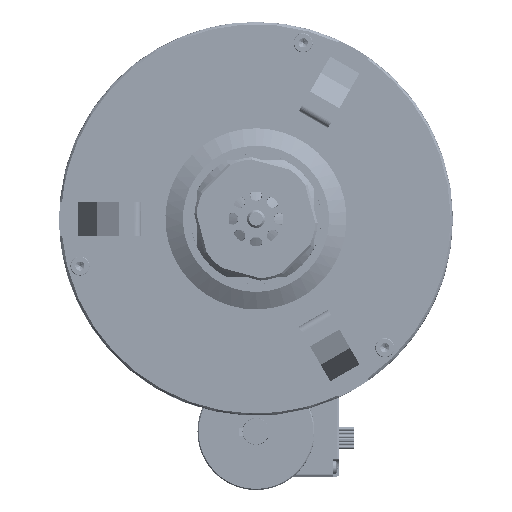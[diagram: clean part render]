
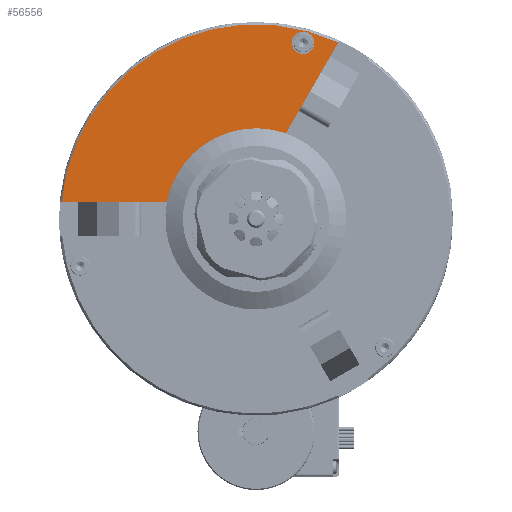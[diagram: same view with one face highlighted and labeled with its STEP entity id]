
A CAD part, left-side view. The second image highlights one B-rep face of the part: STEP entity #56556.
In plain terms, the highlighted free-form (B-spline) face has degree [1, 1] with [2, 2] control points.
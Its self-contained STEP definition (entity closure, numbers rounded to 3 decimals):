
#56556 = ADVANCED_FACE('',(#56557,#56571),#56603,.F.);
#56557 = FACE_BOUND('',#56558,.T.);
#56558 = EDGE_LOOP('',(#56559));
#56559 = ORIENTED_EDGE('',*,*,#56560,.F.);
#56560 = EDGE_CURVE('',#56561,#56561,#56563,.T.);
#56561 = VERTEX_POINT('',#56562);
#56562 = CARTESIAN_POINT('',(126.571,-19.446,
    77.213));
#56563 = ( BOUNDED_CURVE() B_SPLINE_CURVE(2,(#56564,#56565,#56566,#56567
    ,#56568,#56569,#56570),.UNSPECIFIED.,.T.,.F.) 
B_SPLINE_CURVE_WITH_KNOTS((1,2,2,2,2,1),(-2.094,0.,
    2.094,4.189,6.283,8.378),
.UNSPECIFIED.) CURVE() GEOMETRIC_REPRESENTATION_ITEM() 
RATIONAL_B_SPLINE_CURVE((1.,0.5,1.,0.5,1.,0.5,1.)) REPRESENTATION_ITEM(
  '') );
#56564 = CARTESIAN_POINT('',(126.571,-19.446,
    77.213));
#56565 = CARTESIAN_POINT('',(126.571,-11.413,
    77.213));
#56566 = CARTESIAN_POINT('',(126.571,-15.43,
    70.256));
#56567 = CARTESIAN_POINT('',(126.571,-19.446,
    63.299));
#56568 = CARTESIAN_POINT('',(126.571,-23.463,
    70.256));
#56569 = CARTESIAN_POINT('',(126.571,-27.48,
    77.213));
#56570 = CARTESIAN_POINT('',(126.571,-19.446,
    77.213));
#56571 = FACE_BOUND('',#56572,.T.);
#56572 = EDGE_LOOP('',(#56573,#56582,#56590,#56597));
#56573 = ORIENTED_EDGE('',*,*,#56574,.T.);
#56574 = EDGE_CURVE('',#56575,#56577,#56579,.T.);
#56575 = VERTEX_POINT('',#56576);
#56576 = CARTESIAN_POINT('',(126.571,79.935,
    6.957));
#56577 = VERTEX_POINT('',#56578);
#56578 = CARTESIAN_POINT('',(126.571,26.944,
    6.957));
#56579 = B_SPLINE_CURVE_WITH_KNOTS('',1,(#56580,#56581),.UNSPECIFIED.,
  .F.,.F.,(2,2),(1.326,58.453),
  .PIECEWISE_BEZIER_KNOTS.);
#56580 = CARTESIAN_POINT('',(126.571,79.935,
    6.957));
#56581 = CARTESIAN_POINT('',(126.571,26.944,
    6.957));
#56582 = ORIENTED_EDGE('',*,*,#56583,.T.);
#56583 = EDGE_CURVE('',#56577,#56584,#56586,.T.);
#56584 = VERTEX_POINT('',#56585);
#56585 = CARTESIAN_POINT('',(126.571,-7.447,
    26.813));
#56586 = ( BOUNDED_CURVE() B_SPLINE_CURVE(2,(#56587,#56588,#56589),
.UNSPECIFIED.,.F.,.F.) B_SPLINE_CURVE_WITH_KNOTS((3,3),(1.823,
3.413),.PIECEWISE_BEZIER_KNOTS.) CURVE() 
GEOMETRIC_REPRESENTATION_ITEM() RATIONAL_B_SPLINE_CURVE((1.,
0.701,1.)) REPRESENTATION_ITEM('') );
#56587 = CARTESIAN_POINT('',(126.571,26.944,
    6.957));
#56588 = CARTESIAN_POINT('',(126.571,19.859,
    34.397));
#56589 = CARTESIAN_POINT('',(126.571,-7.447,
    26.813));
#56590 = ORIENTED_EDGE('',*,*,#56591,.F.);
#56591 = EDGE_CURVE('',#56592,#56584,#56594,.T.);
#56592 = VERTEX_POINT('',#56593);
#56593 = CARTESIAN_POINT('',(126.571,-33.943,
    72.704));
#56594 = B_SPLINE_CURVE_WITH_KNOTS('',1,(#56595,#56596),.UNSPECIFIED.,
  .F.,.F.,(2,2),(33.353,90.48),
  .PIECEWISE_BEZIER_KNOTS.);
#56595 = CARTESIAN_POINT('',(126.571,-33.943,
    72.704));
#56596 = CARTESIAN_POINT('',(126.571,-7.447,
    26.813));
#56597 = ORIENTED_EDGE('',*,*,#56598,.T.);
#56598 = EDGE_CURVE('',#56592,#56575,#56599,.T.);
#56599 = ( BOUNDED_CURVE() B_SPLINE_CURVE(2,(#56600,#56601,#56602),
.UNSPECIFIED.,.F.,.F.) B_SPLINE_CURVE_WITH_KNOTS((3,3),(2.705,
4.626),.PIECEWISE_BEZIER_KNOTS.) CURVE() 
GEOMETRIC_REPRESENTATION_ITEM() RATIONAL_B_SPLINE_CURVE((1.,
0.573,1.)) REPRESENTATION_ITEM('') );
#56600 = CARTESIAN_POINT('',(126.571,-33.943,
    72.704));
#56601 = CARTESIAN_POINT('',(126.571,69.99,
    121.226));
#56602 = CARTESIAN_POINT('',(126.571,79.935,
    6.957));
#56603 = B_SPLINE_SURFACE_WITH_KNOTS('',1,1,(
    (#56604,#56605)
    ,(#56606,#56607
  )),.UNSPECIFIED.,.F.,.F.,.F.,(2,2),(2,2),(-86.5,-7.5),(-65.592
    ,57.174),.PIECEWISE_BEZIER_KNOTS.);
#56604 = CARTESIAN_POINT('',(126.571,-33.943,
    80.237));
#56605 = CARTESIAN_POINT('',(126.571,79.935,
    80.237));
#56606 = CARTESIAN_POINT('',(126.571,-33.943,
    6.957));
#56607 = CARTESIAN_POINT('',(126.571,79.935,
    6.957));
